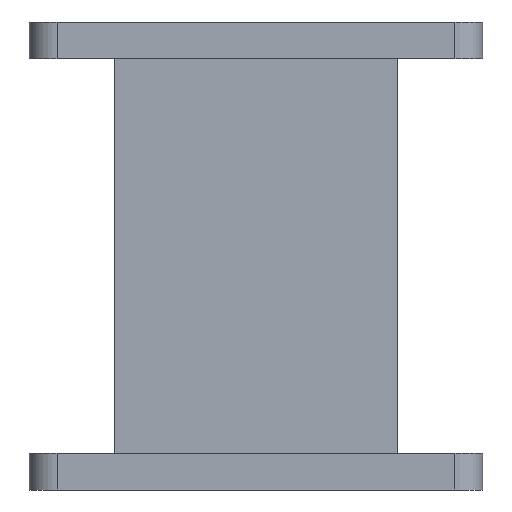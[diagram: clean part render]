
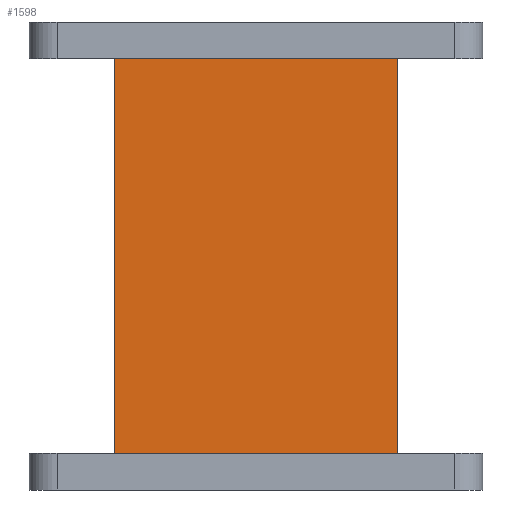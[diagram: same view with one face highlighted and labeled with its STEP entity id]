
A CAD part, front view. The second image highlights one B-rep face of the part: STEP entity #1598.
In plain terms, the highlighted planar face has unit normal (0, -1, 0).
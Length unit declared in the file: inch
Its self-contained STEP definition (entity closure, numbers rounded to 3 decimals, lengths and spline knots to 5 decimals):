
#109 = DIRECTION ( 'NONE',  ( 1., 0., 0. ) ) ;
#127 = PLANE ( 'NONE',  #544 ) ;
#148 = DIRECTION ( 'NONE',  ( 0., 0., -1. ) ) ;
#158 = EDGE_LOOP ( 'NONE', ( #2335, #1109, #1440, #592 ) ) ;
#296 = VERTEX_POINT ( 'NONE', #2517 ) ;
#398 = LINE ( 'NONE', #2334, #1104 ) ;
#425 = DIRECTION ( 'NONE',  ( 0., 0., -1. ) ) ;
#461 = CARTESIAN_POINT ( 'NONE',  ( 1.209, -0.6365, 2. ) ) ;
#472 = VERTEX_POINT ( 'NONE', #2624 ) ;
#544 = AXIS2_PLACEMENT_3D ( 'NONE', #1586, #2354, #109 ) ;
#592 = ORIENTED_EDGE ( 'NONE', *, *, #2841, .T. ) ;
#642 = CARTESIAN_POINT ( 'NONE',  ( -1.209, -0.6365, -1.68504 ) ) ;
#669 = DIRECTION ( 'NONE',  ( 1., 0., 0. ) ) ;
#755 = DIRECTION ( 'NONE',  ( -1., 0., 0. ) ) ;
#901 = FACE_OUTER_BOUND ( 'NONE', #158, .T. ) ;
#1104 = VECTOR ( 'NONE', #148, 39.37008 ) ;
#1109 = ORIENTED_EDGE ( 'NONE', *, *, #1517, .T. ) ;
#1125 = VERTEX_POINT ( 'NONE', #2767 ) ;
#1228 = CARTESIAN_POINT ( 'NONE',  ( -1.209, -0.6365, -1.68504 ) ) ;
#1393 = EDGE_CURVE ( 'NONE', #296, #1125, #3235, .T. ) ;
#1440 = ORIENTED_EDGE ( 'NONE', *, *, #2355, .T. ) ;
#1517 = EDGE_CURVE ( 'NONE', #296, #472, #3026, .T. ) ;
#1586 = CARTESIAN_POINT ( 'NONE',  ( -1.209, -0.6365, 2. ) ) ;
#1598 = ADVANCED_FACE ( 'NONE', ( #901 ), #127, .F. ) ;
#2334 = CARTESIAN_POINT ( 'NONE',  ( -1.209, -0.6365, 2. ) ) ;
#2335 = ORIENTED_EDGE ( 'NONE', *, *, #1393, .F. ) ;
#2354 = DIRECTION ( 'NONE',  ( 0., 1., 0. ) ) ;
#2355 = EDGE_CURVE ( 'NONE', #472, #2385, #398, .T. ) ;
#2385 = VERTEX_POINT ( 'NONE', #642 ) ;
#2470 = VECTOR ( 'NONE', #755, 39.37008 ) ;
#2517 = CARTESIAN_POINT ( 'NONE',  ( 1.209, -0.6365, 1.68504 ) ) ;
#2565 = CARTESIAN_POINT ( 'NONE',  ( -1.209, -0.6365, 1.68504 ) ) ;
#2624 = CARTESIAN_POINT ( 'NONE',  ( -1.209, -0.6365, 1.68504 ) ) ;
#2679 = VECTOR ( 'NONE', #425, 39.37008 ) ;
#2767 = CARTESIAN_POINT ( 'NONE',  ( 1.209, -0.6365, -1.68504 ) ) ;
#2841 = EDGE_CURVE ( 'NONE', #2385, #1125, #3141, .T. ) ;
#3026 = LINE ( 'NONE', #2565, #2470 ) ;
#3141 = LINE ( 'NONE', #1228, #3198 ) ;
#3198 = VECTOR ( 'NONE', #669, 39.37008 ) ;
#3235 = LINE ( 'NONE', #461, #2679 ) ;
